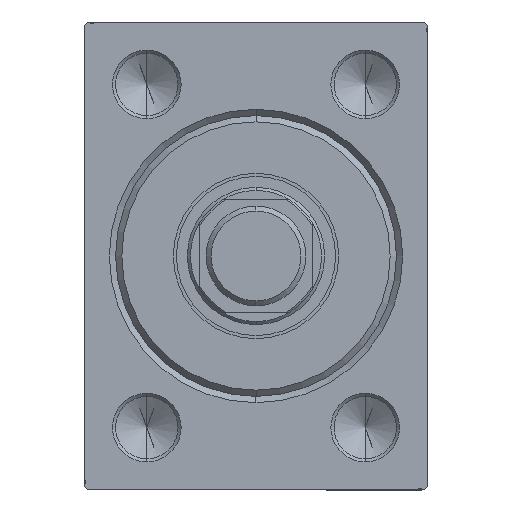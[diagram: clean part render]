
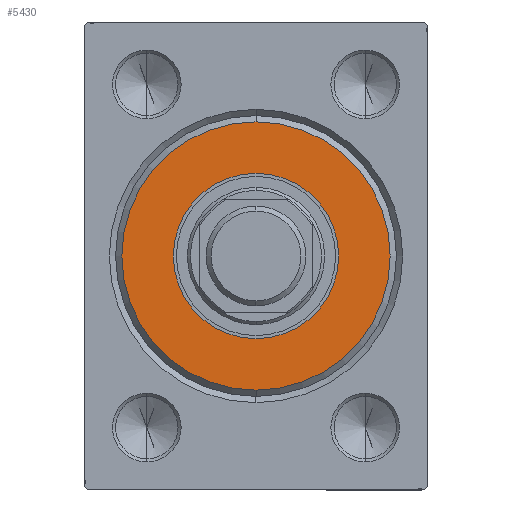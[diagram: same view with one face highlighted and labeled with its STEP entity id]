
A CAD part, left-side view. The second image highlights one B-rep face of the part: STEP entity #5430.
In plain terms, the highlighted face is planar.
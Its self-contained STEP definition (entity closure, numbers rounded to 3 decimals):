
#474 = ORIENTED_EDGE ( 'NONE', *, *, #27705, .T. ) ;
#1399 = ORIENTED_EDGE ( 'NONE', *, *, #39335, .T. ) ;
#1464 = EDGE_CURVE ( 'NONE', #31037, #2295, #28249, .T. ) ;
#1708 = CARTESIAN_POINT ( 'NONE',  ( 3., 0., -21.5 ) ) ;
#2295 = VERTEX_POINT ( 'NONE', #44221 ) ;
#2296 = CIRCLE ( 'NONE', #20295, 21.5 ) ;
#2593 = DIRECTION ( 'NONE',  ( 0., 0., -1. ) ) ;
#3406 = CARTESIAN_POINT ( 'NONE',  ( 3., 0., 21.5 ) ) ;
#4561 = CARTESIAN_POINT ( 'NONE',  ( 3., 0., 0. ) ) ;
#5430 = ADVANCED_FACE ( 'NONE', ( #19216, #20294 ), #10139, .T. ) ;
#5845 = AXIS2_PLACEMENT_3D ( 'NONE', #33705, #40908, #2593 ) ;
#7462 = EDGE_LOOP ( 'NONE', ( #474, #1399 ) ) ;
#8707 = CIRCLE ( 'NONE', #5845, 21.5 ) ;
#8850 = DIRECTION ( 'NONE',  ( 1., 0., 0. ) ) ;
#9604 = DIRECTION ( 'NONE',  ( 1., 0., 0. ) ) ;
#10139 = PLANE ( 'NONE',  #24279 ) ;
#12690 = CARTESIAN_POINT ( 'NONE',  ( 3., 0., -13.25 ) ) ;
#13657 = CARTESIAN_POINT ( 'NONE',  ( 3., 0., 0. ) ) ;
#15150 = DIRECTION ( 'NONE',  ( 0., 0., -1. ) ) ;
#17409 = AXIS2_PLACEMENT_3D ( 'NONE', #44468, #23075, #36589 ) ;
#17842 = EDGE_LOOP ( 'NONE', ( #35461, #22800 ) ) ;
#19216 = FACE_OUTER_BOUND ( 'NONE', #7462, .T. ) ;
#20294 = FACE_BOUND ( 'NONE', #17842, .T. ) ;
#20295 = AXIS2_PLACEMENT_3D ( 'NONE', #4561, #21705, #15150 ) ;
#20869 = DIRECTION ( 'NONE',  ( 0., 0., -1. ) ) ;
#21687 = EDGE_CURVE ( 'NONE', #2295, #31037, #34618, .T. ) ;
#21705 = DIRECTION ( 'NONE',  ( 1., 0., 0. ) ) ;
#22800 = ORIENTED_EDGE ( 'NONE', *, *, #21687, .F. ) ;
#23075 = DIRECTION ( 'NONE',  ( 1., 0., 0. ) ) ;
#23763 = VERTEX_POINT ( 'NONE', #1708 ) ;
#24279 = AXIS2_PLACEMENT_3D ( 'NONE', #34495, #8850, #27523 ) ;
#26709 = AXIS2_PLACEMENT_3D ( 'NONE', #13657, #9604, #20869 ) ;
#27523 = DIRECTION ( 'NONE',  ( 0., 0., -1. ) ) ;
#27705 = EDGE_CURVE ( 'NONE', #33400, #23763, #8707, .T. ) ;
#28249 = CIRCLE ( 'NONE', #17409, 13.25 ) ;
#31037 = VERTEX_POINT ( 'NONE', #12690 ) ;
#33400 = VERTEX_POINT ( 'NONE', #3406 ) ;
#33705 = CARTESIAN_POINT ( 'NONE',  ( 3., 0., 0. ) ) ;
#34495 = CARTESIAN_POINT ( 'NONE',  ( 3., 0., 0. ) ) ;
#34618 = CIRCLE ( 'NONE', #26709, 13.25 ) ;
#35461 = ORIENTED_EDGE ( 'NONE', *, *, #1464, .F. ) ;
#36589 = DIRECTION ( 'NONE',  ( 0., 0., -1. ) ) ;
#39335 = EDGE_CURVE ( 'NONE', #23763, #33400, #2296, .T. ) ;
#40908 = DIRECTION ( 'NONE',  ( 1., 0., 0. ) ) ;
#44221 = CARTESIAN_POINT ( 'NONE',  ( 3., 0., 13.25 ) ) ;
#44468 = CARTESIAN_POINT ( 'NONE',  ( 3., 0., 0. ) ) ;
